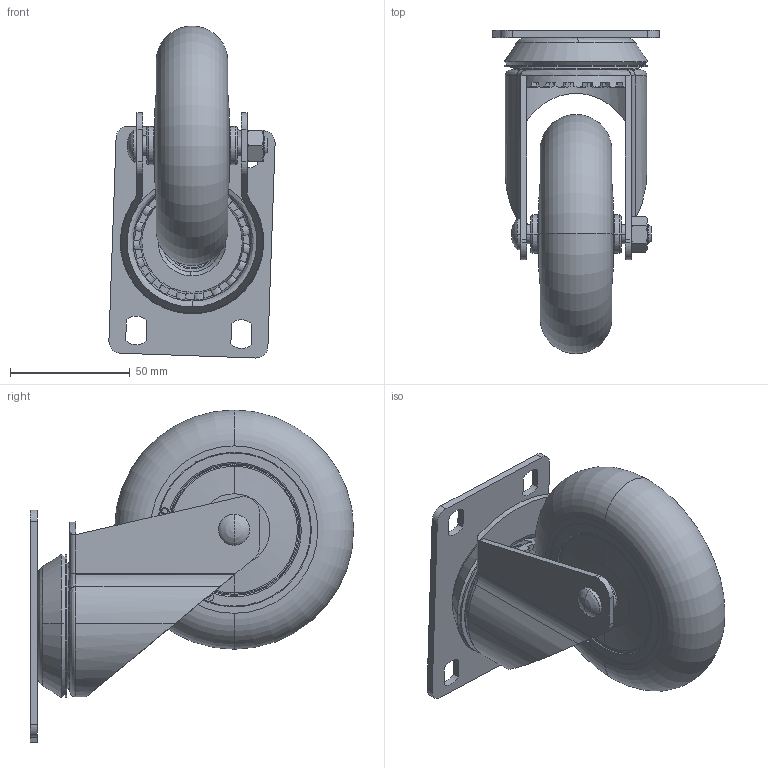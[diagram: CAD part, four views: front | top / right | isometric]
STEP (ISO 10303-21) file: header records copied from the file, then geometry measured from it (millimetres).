
FILE_DESCRIPTION (( 'STEP AP203' ), '1' );
FILE_NAME ('ACLU-100SF.STEP', '2015-09-18T05:49:14', ( 'WON SINCHUL' ), ( 'Hewlett-Packard Company' ), 'SwSTEP 2.0', 'SolidWorks 2015', '' );
FILE_SCHEMA (( 'CONFIG_CONTROL_DESIGN' ));
Length unit declared in the file: millimetre
Products named in the file (1): ACLU-100SF
Bounding box: 69.46 x 135.19 x 138.77 mm (x, y, z)
Volume: 261109.3 mm3; surface area: 121823.8 mm2
Topology: 14 solids, 14 shells, 1009 faces, 2706 edges, 1764 vertices
Faces by surface type: plane 510, cylinder 231, bspline 174, cone 50, torus 44
Entity records: 40083 total; most frequent: CARTESIAN_POINT 16256, ORIENTED_EDGE 5398, DIRECTION 4380, EDGE_CURVE 2699, VERTEX_POINT 1764, AXIS2_PLACEMENT_3D 1560, LINE 1260, VECTOR 1260
